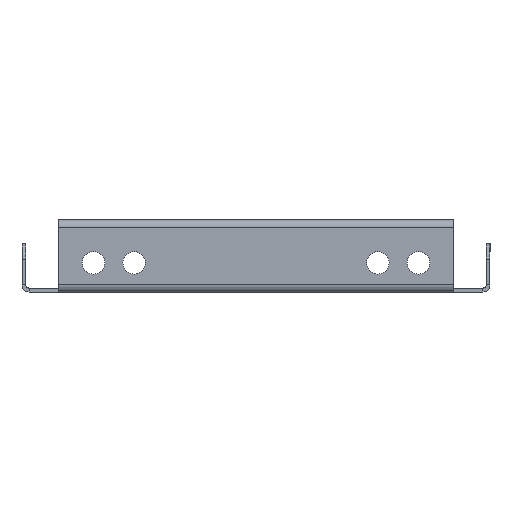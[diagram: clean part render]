
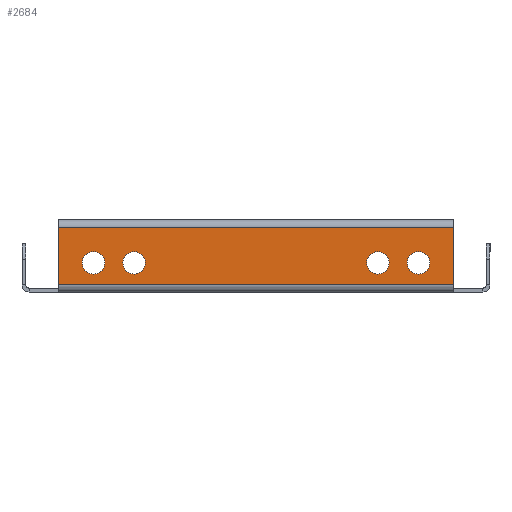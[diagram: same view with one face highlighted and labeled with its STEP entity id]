
A CAD part, left-side view. The second image highlights one B-rep face of the part: STEP entity #2684.
In plain terms, the highlighted planar face has unit normal (-1, 0, 0).
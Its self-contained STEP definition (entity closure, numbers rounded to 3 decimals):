
#14 = CARTESIAN_POINT ( 'NONE',  ( -153.2, 0., 1. ) ) ;
#52 = ORIENTED_EDGE ( 'NONE', *, *, #2492, .T. ) ;
#89 = VECTOR ( 'NONE', #2242, 1000. ) ;
#121 = DIRECTION ( 'NONE',  ( 0., 0., -1. ) ) ;
#180 = DIRECTION ( 'NONE',  ( 1., 0., 0. ) ) ;
#188 = DIRECTION ( 'NONE',  ( 0., 0., 1. ) ) ;
#204 = FACE_BOUND ( 'NONE', #2974, .T. ) ;
#222 = ORIENTED_EDGE ( 'NONE', *, *, #2650, .T. ) ;
#234 = CARTESIAN_POINT ( 'NONE',  ( -153.2, 50., 7.8 ) ) ;
#256 = VERTEX_POINT ( 'NONE', #1448 ) ;
#298 = LINE ( 'NONE', #3883, #89 ) ;
#393 = EDGE_CURVE ( 'NONE', #602, #2807, #3538, .T. ) ;
#439 = CARTESIAN_POINT ( 'NONE',  ( -153.2, -50., 7.8 ) ) ;
#541 = LINE ( 'NONE', #1765, #2347 ) ;
#570 = DIRECTION ( 'NONE',  ( 1., 0., 0. ) ) ;
#577 = DIRECTION ( 'NONE',  ( 0., 0., -1. ) ) ;
#581 = DIRECTION ( 'NONE',  ( 0., 0., -1. ) ) ;
#602 = VERTEX_POINT ( 'NONE', #1212 ) ;
#710 = EDGE_CURVE ( 'NONE', #2807, #602, #2946, .T. ) ;
#770 = DIRECTION ( 'NONE',  ( 1., 0., 0. ) ) ;
#807 = AXIS2_PLACEMENT_3D ( 'NONE', #234, #3027, #3697 ) ;
#820 = CARTESIAN_POINT ( 'NONE',  ( -153.2, -50., 4.35 ) ) ;
#895 = EDGE_CURVE ( 'NONE', #256, #2319, #3937, .T. ) ;
#930 = AXIS2_PLACEMENT_3D ( 'NONE', #937, #3439, #581 ) ;
#937 = CARTESIAN_POINT ( 'NONE',  ( -153.2, 37.5, 7.8 ) ) ;
#968 = EDGE_CURVE ( 'NONE', #1575, #1790, #541, .T. ) ;
#1014 = CARTESIAN_POINT ( 'NONE',  ( -153.2, -60.8, 18.8 ) ) ;
#1126 = LINE ( 'NONE', #1855, #3542 ) ;
#1130 = ORIENTED_EDGE ( 'NONE', *, *, #393, .T. ) ;
#1153 = DIRECTION ( 'NONE',  ( 0., 0., -1. ) ) ;
#1212 = CARTESIAN_POINT ( 'NONE',  ( -153.2, -50., 11.25 ) ) ;
#1256 = CARTESIAN_POINT ( 'NONE',  ( -153.2, -50., 7.8 ) ) ;
#1270 = VERTEX_POINT ( 'NONE', #1507 ) ;
#1287 = EDGE_LOOP ( 'NONE', ( #2432, #52 ) ) ;
#1298 = CARTESIAN_POINT ( 'NONE',  ( -153.2, 50., 4.35 ) ) ;
#1368 = CIRCLE ( 'NONE', #1571, 3.45 ) ;
#1388 = EDGE_CURVE ( 'NONE', #1790, #3867, #1539, .T. ) ;
#1448 = CARTESIAN_POINT ( 'NONE',  ( -153.2, -37.5, 4.35 ) ) ;
#1507 = CARTESIAN_POINT ( 'NONE',  ( -153.2, 37.5, 11.25 ) ) ;
#1539 = LINE ( 'NONE', #14, #3551 ) ;
#1571 = AXIS2_PLACEMENT_3D ( 'NONE', #2658, #770, #3892 ) ;
#1575 = VERTEX_POINT ( 'NONE', #2335 ) ;
#1601 = CIRCLE ( 'NONE', #930, 3.45 ) ;
#1602 = EDGE_LOOP ( 'NONE', ( #3424, #1764, #2222, #1789 ) ) ;
#1614 = EDGE_CURVE ( 'NONE', #2955, #3871, #1777, .T. ) ;
#1623 = DIRECTION ( 'NONE',  ( 0., 0., -1. ) ) ;
#1658 = FACE_BOUND ( 'NONE', #1830, .T. ) ;
#1692 = AXIS2_PLACEMENT_3D ( 'NONE', #3560, #2283, #1623 ) ;
#1702 = CARTESIAN_POINT ( 'NONE',  ( -153.2, 50., 7.8 ) ) ;
#1710 = FACE_OUTER_BOUND ( 'NONE', #1602, .T. ) ;
#1764 = ORIENTED_EDGE ( 'NONE', *, *, #1388, .T. ) ;
#1765 = CARTESIAN_POINT ( 'NONE',  ( -153.2, 60.8, 0. ) ) ;
#1777 = CIRCLE ( 'NONE', #3621, 3.45 ) ;
#1780 = CARTESIAN_POINT ( 'NONE',  ( -153.2, -37.5, 11.25 ) ) ;
#1789 = ORIENTED_EDGE ( 'NONE', *, *, #2430, .T. ) ;
#1790 = VERTEX_POINT ( 'NONE', #3437 ) ;
#1794 = CARTESIAN_POINT ( 'NONE',  ( -153.2, 50., 11.25 ) ) ;
#1803 = PLANE ( 'NONE',  #2834 ) ;
#1806 = EDGE_CURVE ( 'NONE', #3867, #3065, #1126, .T. ) ;
#1826 = ORIENTED_EDGE ( 'NONE', *, *, #2127, .T. ) ;
#1830 = EDGE_LOOP ( 'NONE', ( #1826, #2165 ) ) ;
#1842 = AXIS2_PLACEMENT_3D ( 'NONE', #439, #3207, #121 ) ;
#1845 = DIRECTION ( 'NONE',  ( 1., 0., 0. ) ) ;
#1855 = CARTESIAN_POINT ( 'NONE',  ( -153.2, -60.8, 0. ) ) ;
#1901 = CARTESIAN_POINT ( 'NONE',  ( -153.2, 37.5, 4.35 ) ) ;
#2099 = CARTESIAN_POINT ( 'NONE',  ( -153.2, -60.8, 1. ) ) ;
#2127 = EDGE_CURVE ( 'NONE', #3699, #1270, #1368, .T. ) ;
#2165 = ORIENTED_EDGE ( 'NONE', *, *, #3576, .T. ) ;
#2176 = AXIS2_PLACEMENT_3D ( 'NONE', #1256, #1845, #577 ) ;
#2222 = ORIENTED_EDGE ( 'NONE', *, *, #1806, .T. ) ;
#2242 = DIRECTION ( 'NONE',  ( 0., 1., 0. ) ) ;
#2283 = DIRECTION ( 'NONE',  ( 1., 0., 0. ) ) ;
#2319 = VERTEX_POINT ( 'NONE', #1780 ) ;
#2335 = CARTESIAN_POINT ( 'NONE',  ( -153.2, 60.8, 18.8 ) ) ;
#2347 = VECTOR ( 'NONE', #1153, 1000. ) ;
#2375 = DIRECTION ( 'NONE',  ( 0., 0., -1. ) ) ;
#2395 = DIRECTION ( 'NONE',  ( 0., 0., -1. ) ) ;
#2430 = EDGE_CURVE ( 'NONE', #3065, #1575, #298, .T. ) ;
#2432 = ORIENTED_EDGE ( 'NONE', *, *, #895, .T. ) ;
#2468 = ORIENTED_EDGE ( 'NONE', *, *, #710, .T. ) ;
#2492 = EDGE_CURVE ( 'NONE', #2319, #256, #3344, .T. ) ;
#2511 = FACE_BOUND ( 'NONE', #3321, .T. ) ;
#2530 = DIRECTION ( 'NONE',  ( 0., 0., 1. ) ) ;
#2650 = EDGE_CURVE ( 'NONE', #3871, #2955, #3155, .T. ) ;
#2658 = CARTESIAN_POINT ( 'NONE',  ( -153.2, 37.5, 7.8 ) ) ;
#2684 = ADVANCED_FACE ( 'NONE', ( #2511, #3800, #1658, #204, #1710 ), #1803, .T. ) ;
#2807 = VERTEX_POINT ( 'NONE', #820 ) ;
#2834 = AXIS2_PLACEMENT_3D ( 'NONE', #3333, #3994, #188 ) ;
#2946 = CIRCLE ( 'NONE', #1842, 3.45 ) ;
#2955 = VERTEX_POINT ( 'NONE', #1298 ) ;
#2974 = EDGE_LOOP ( 'NONE', ( #2468, #1130 ) ) ;
#3027 = DIRECTION ( 'NONE',  ( 1., 0., 0. ) ) ;
#3065 = VERTEX_POINT ( 'NONE', #1014 ) ;
#3155 = CIRCLE ( 'NONE', #807, 3.45 ) ;
#3207 = DIRECTION ( 'NONE',  ( 1., 0., 0. ) ) ;
#3321 = EDGE_LOOP ( 'NONE', ( #4062, #222 ) ) ;
#3333 = CARTESIAN_POINT ( 'NONE',  ( -153.2, 0., 0. ) ) ;
#3344 = CIRCLE ( 'NONE', #1692, 3.45 ) ;
#3424 = ORIENTED_EDGE ( 'NONE', *, *, #968, .T. ) ;
#3437 = CARTESIAN_POINT ( 'NONE',  ( -153.2, 60.8, 1. ) ) ;
#3439 = DIRECTION ( 'NONE',  ( 1., 0., 0. ) ) ;
#3538 = CIRCLE ( 'NONE', #2176, 3.45 ) ;
#3542 = VECTOR ( 'NONE', #2530, 1000. ) ;
#3551 = VECTOR ( 'NONE', #3783, 1000. ) ;
#3560 = CARTESIAN_POINT ( 'NONE',  ( -153.2, -37.5, 7.8 ) ) ;
#3576 = EDGE_CURVE ( 'NONE', #1270, #3699, #1601, .T. ) ;
#3621 = AXIS2_PLACEMENT_3D ( 'NONE', #1702, #180, #2375 ) ;
#3697 = DIRECTION ( 'NONE',  ( 0., 0., -1. ) ) ;
#3699 = VERTEX_POINT ( 'NONE', #1901 ) ;
#3707 = CARTESIAN_POINT ( 'NONE',  ( -153.2, -37.5, 7.8 ) ) ;
#3783 = DIRECTION ( 'NONE',  ( 0., -1., 0. ) ) ;
#3800 = FACE_BOUND ( 'NONE', #1287, .T. ) ;
#3867 = VERTEX_POINT ( 'NONE', #2099 ) ;
#3871 = VERTEX_POINT ( 'NONE', #1794 ) ;
#3883 = CARTESIAN_POINT ( 'NONE',  ( -153.2, 0., 18.8 ) ) ;
#3892 = DIRECTION ( 'NONE',  ( 0., 0., -1. ) ) ;
#3937 = CIRCLE ( 'NONE', #3955, 3.45 ) ;
#3955 = AXIS2_PLACEMENT_3D ( 'NONE', #3707, #570, #2395 ) ;
#3994 = DIRECTION ( 'NONE',  ( -1., 0., 0. ) ) ;
#4062 = ORIENTED_EDGE ( 'NONE', *, *, #1614, .T. ) ;
